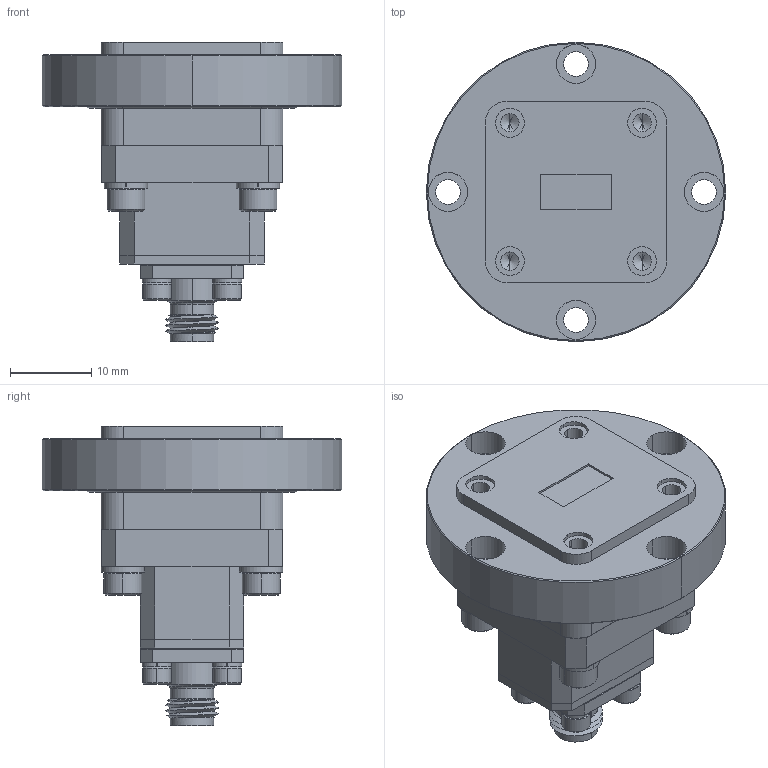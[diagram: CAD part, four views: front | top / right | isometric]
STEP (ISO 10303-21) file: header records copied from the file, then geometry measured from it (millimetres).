
FILE_DESCRIPTION (( 'STEP AP203' ), '1' );
FILE_NAME ('SWC-34KM-E1-WR.STEP', '2020-03-20T18:38:22', ( '' ), ( '' ), 'SwSTEP 2.0', 'SolidWorks 2020', '' );
FILE_SCHEMA (( 'CONFIG_CONTROL_DESIGN' ));
Length unit declared in the file: inch
Products named in the file (1): SWC-34KM-E1-WR
Bounding box: 36.83 x 36.83 x 36.79 mm (x, y, z)
Volume: 14316 mm3; surface area: 9175.9 mm2
Topology: 21 solids, 21 shells, 529 faces, 1145 edges, 694 vertices
Faces by surface type: plane 213, cylinder 184, cone 120, torus 10, bspline 2
Entity records: 15460 total; most frequent: CARTESIAN_POINT 3722, DIRECTION 2560, ORIENTED_EDGE 2250, EDGE_CURVE 1125, AXIS2_PLACEMENT_3D 990, VERTEX_POINT 694, EDGE_LOOP 623, LINE 580
